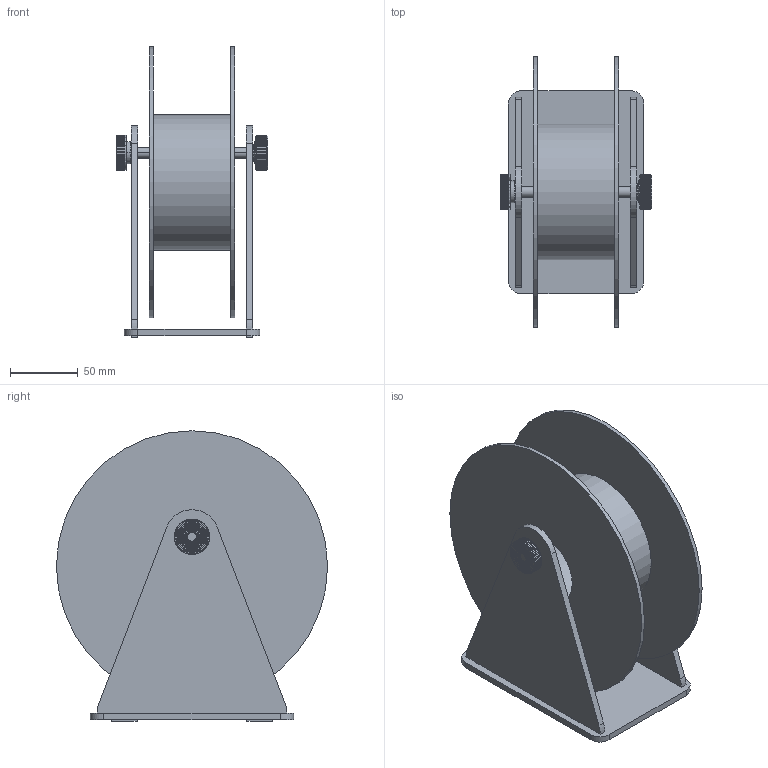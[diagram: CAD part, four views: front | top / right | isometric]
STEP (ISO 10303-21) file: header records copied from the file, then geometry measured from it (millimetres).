
FILE_DESCRIPTION(('FreeCAD Model'),'2;1');
FILE_NAME('Open CASCADE Shape Model','2022-08-25T13:54:13',(''),(''), 'Open CASCADE STEP processor 7.5','FreeCAD','Unknown');
FILE_SCHEMA(('AUTOMOTIVE_DESIGN { 1 0 10303 214 1 1 1 1 }'));
Length unit declared in the file: millimetre
Products named in the file (8): Assembly; holder_base; holder_side; pin_subassembly001; 91175A660_Acetal Screw-Head Mount Knobs; 93886A270_Reinforced Plastic Knurled-Head Thumb Nut; 91290A472_Black-Oxide Alloy Steel Socket Head Screw; spool
Assembly tree (8 placements, depth 3):
  Assembly
    holder_base
    holder_side  x2
    pin_subassembly001
      91175A660_Acetal Screw-Head Mount Knobs
      93886A270_Reinforced Plastic Knurled-Head Thumb Nut
      91290A472_Black-Oxide Alloy Steel Socket Head Screw
    spool
Bounding box: 111.7 x 200 x 214.22 mm (x, y, z)
Volume: 430825.8 mm3; surface area: 259619 mm2
Topology: 7 solids, 7 shells, 1692 faces, 5525 edges, 3051 vertices
Faces by surface type: cylinder 1140, plane 510, cone 37, bspline 5
Full cylindrical faces by diameter (mm): 9.9 x2, 55 x2, 94 x1, 100 x1, 200 x2
Entity records: 61869 total; most frequent: CARTESIAN_POINT 18222, ORIENTED_EDGE 10956, DIRECTION 7981, EDGE_CURVE 5478, VERTEX_POINT 3019, LINE 2939, VECTOR 2939, AXIS2_PLACEMENT_3D 2521
